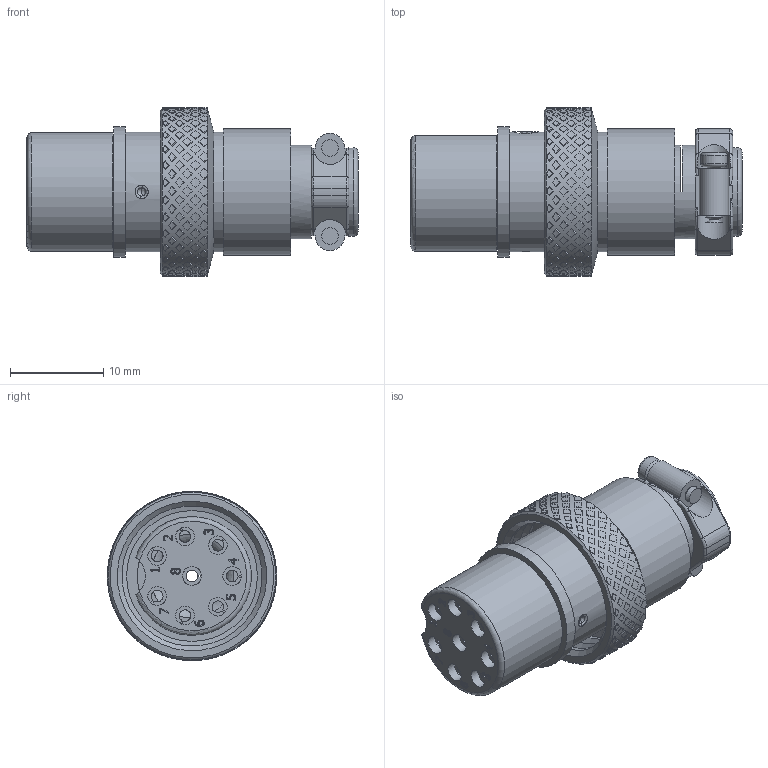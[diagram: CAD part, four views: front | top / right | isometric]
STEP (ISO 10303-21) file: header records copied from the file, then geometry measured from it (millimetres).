
FILE_DESCRIPTION(/* description */ (''),/* implementation_level */ '2;1');
FILE_NAME(/* name */ 'FC684218 plug 8pin.stp',/* time_stamp */ '2025-04-15T09:01:25+01:00',/* author */ ('tottley'),/* organization */ (''),/* preprocessor_version */ 'ST-DEVELOPER v20',/* originating_system */ 'Autodesk Inventor 2025',/* authorisation */ '');
FILE_SCHEMA (('AUTOMOTIVE_DESIGN { 1 0 10303 214 3 1 1 }'));
Products named in the file (1): FC684218 plug 8pin
Bounding box: 35.52 x 18.1 x 18.1 mm (x, y, z)
Volume: 3273.1 mm3; surface area: 5071.2 mm2
Topology: 2 solids, 20 shells, 1509 faces, 3955 edges, 2615 vertices
Faces by surface type: plane 998, cylinder 311, bspline 88, cone 85, torus 27
Full cylindrical faces by diameter (mm): 0.8 x8, 1.3 x3, 1.5 x18, 2 x8, 2.8 x3, 6.5 x1, 9 x1, 9.5 x1, 10 x2, 11.7 x2, 12.8 x1, 13 x1, 13.5 x1, 14 x1, 15 x2, 17.9 x1
Entity records: 51573 total; most frequent: CARTESIAN_POINT 11226, DIRECTION 8700, ORIENTED_EDGE 7910, EDGE_CURVE 3955, AXIS2_PLACEMENT_3D 3561, VERTEX_POINT 2615, EDGE_LOOP 1724, LINE 1578
